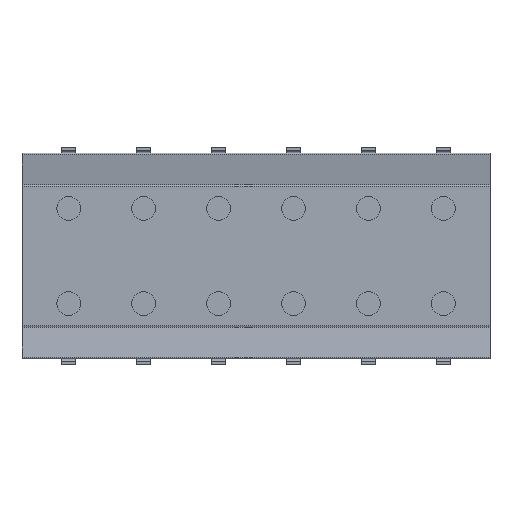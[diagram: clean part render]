
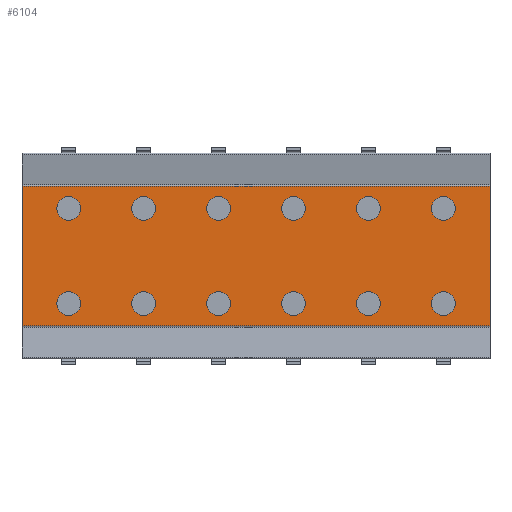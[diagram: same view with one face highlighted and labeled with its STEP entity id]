
A CAD part, front view. The second image highlights one B-rep face of the part: STEP entity #6104.
In plain terms, the highlighted planar face has unit normal (0, -1, 0).
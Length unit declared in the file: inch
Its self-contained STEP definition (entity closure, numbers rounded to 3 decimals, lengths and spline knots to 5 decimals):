
#37=DIRECTION('',(0.,0.,-1.));
#38=VECTOR('',#37,0.293);
#39=CARTESIAN_POINT('',(-0.492,-0.058,0.1465));
#40=LINE('',#39,#38);
#238=DIRECTION('',(0.,0.,-1.));
#239=VECTOR('',#238,0.293);
#240=CARTESIAN_POINT('',(0.492,-0.058,0.1465));
#241=LINE('',#240,#239);
#1794=DIRECTION('',(1.,0.,0.));
#1795=VECTOR('',#1794,0.984);
#1796=CARTESIAN_POINT('',(-0.492,-0.058,0.1465));
#1797=LINE('',#1796,#1795);
#1801=DIRECTION('',(1.,0.,0.));
#1802=VECTOR('',#1801,0.984);
#1803=CARTESIAN_POINT('',(-0.492,-0.058,-0.1465));
#1804=LINE('',#1803,#1802);
#1808=CARTESIAN_POINT('',(0.3938,-0.058,-0.1));
#1809=DIRECTION('',(0.,1.,0.));
#1810=DIRECTION('',(-1.,0.,0.));
#1811=AXIS2_PLACEMENT_3D('',#1808,#1809,#1810);
#1816=CARTESIAN_POINT('',(0.3938,-0.058,-0.1));
#1817=DIRECTION('',(0.,1.,0.));
#1818=DIRECTION('',(1.,0.,0.));
#1819=AXIS2_PLACEMENT_3D('',#1816,#1817,#1818);
#1824=CARTESIAN_POINT('',(0.2363,-0.058,-0.1));
#1825=DIRECTION('',(0.,1.,0.));
#1826=DIRECTION('',(-1.,0.,0.));
#1827=AXIS2_PLACEMENT_3D('',#1824,#1825,#1826);
#1832=CARTESIAN_POINT('',(0.2363,-0.058,-0.1));
#1833=DIRECTION('',(0.,1.,0.));
#1834=DIRECTION('',(1.,0.,0.));
#1835=AXIS2_PLACEMENT_3D('',#1832,#1833,#1834);
#1840=CARTESIAN_POINT('',(0.0788,-0.058,-0.1));
#1841=DIRECTION('',(0.,1.,0.));
#1842=DIRECTION('',(-1.,0.,0.));
#1843=AXIS2_PLACEMENT_3D('',#1840,#1841,#1842);
#1848=CARTESIAN_POINT('',(0.0788,-0.058,-0.1));
#1849=DIRECTION('',(0.,1.,0.));
#1850=DIRECTION('',(1.,0.,0.));
#1851=AXIS2_PLACEMENT_3D('',#1848,#1849,#1850);
#1856=CARTESIAN_POINT('',(-0.0787,-0.058,-0.1));
#1857=DIRECTION('',(0.,1.,0.));
#1858=DIRECTION('',(-1.,0.,0.));
#1859=AXIS2_PLACEMENT_3D('',#1856,#1857,#1858);
#1864=CARTESIAN_POINT('',(-0.0787,-0.058,-0.1));
#1865=DIRECTION('',(0.,1.,0.));
#1866=DIRECTION('',(1.,0.,0.));
#1867=AXIS2_PLACEMENT_3D('',#1864,#1865,#1866);
#1872=CARTESIAN_POINT('',(-0.2362,-0.058,-0.1));
#1873=DIRECTION('',(0.,1.,0.));
#1874=DIRECTION('',(-1.,0.,0.));
#1875=AXIS2_PLACEMENT_3D('',#1872,#1873,#1874);
#1880=CARTESIAN_POINT('',(-0.2362,-0.058,-0.1));
#1881=DIRECTION('',(0.,1.,0.));
#1882=DIRECTION('',(1.,0.,0.));
#1883=AXIS2_PLACEMENT_3D('',#1880,#1881,#1882);
#1888=CARTESIAN_POINT('',(-0.3937,-0.058,-0.1));
#1889=DIRECTION('',(0.,1.,0.));
#1890=DIRECTION('',(-1.,0.,0.));
#1891=AXIS2_PLACEMENT_3D('',#1888,#1889,#1890);
#1896=CARTESIAN_POINT('',(-0.3937,-0.058,-0.1));
#1897=DIRECTION('',(0.,1.,0.));
#1898=DIRECTION('',(1.,0.,0.));
#1899=AXIS2_PLACEMENT_3D('',#1896,#1897,#1898);
#1904=CARTESIAN_POINT('',(0.3938,-0.058,0.1));
#1905=DIRECTION('',(0.,1.,0.));
#1906=DIRECTION('',(-1.,0.,0.));
#1907=AXIS2_PLACEMENT_3D('',#1904,#1905,#1906);
#1912=CARTESIAN_POINT('',(0.3938,-0.058,0.1));
#1913=DIRECTION('',(0.,1.,0.));
#1914=DIRECTION('',(1.,0.,0.));
#1915=AXIS2_PLACEMENT_3D('',#1912,#1913,#1914);
#1920=CARTESIAN_POINT('',(0.2363,-0.058,0.1));
#1921=DIRECTION('',(0.,1.,0.));
#1922=DIRECTION('',(-1.,0.,0.));
#1923=AXIS2_PLACEMENT_3D('',#1920,#1921,#1922);
#1928=CARTESIAN_POINT('',(0.2363,-0.058,0.1));
#1929=DIRECTION('',(0.,1.,0.));
#1930=DIRECTION('',(1.,0.,0.));
#1931=AXIS2_PLACEMENT_3D('',#1928,#1929,#1930);
#1936=CARTESIAN_POINT('',(0.0788,-0.058,0.1));
#1937=DIRECTION('',(0.,1.,0.));
#1938=DIRECTION('',(-1.,0.,0.));
#1939=AXIS2_PLACEMENT_3D('',#1936,#1937,#1938);
#1944=CARTESIAN_POINT('',(0.0788,-0.058,0.1));
#1945=DIRECTION('',(0.,1.,0.));
#1946=DIRECTION('',(1.,0.,0.));
#1947=AXIS2_PLACEMENT_3D('',#1944,#1945,#1946);
#1952=CARTESIAN_POINT('',(-0.0787,-0.058,0.1));
#1953=DIRECTION('',(0.,1.,0.));
#1954=DIRECTION('',(-1.,0.,0.));
#1955=AXIS2_PLACEMENT_3D('',#1952,#1953,#1954);
#1960=CARTESIAN_POINT('',(-0.0787,-0.058,0.1));
#1961=DIRECTION('',(0.,1.,0.));
#1962=DIRECTION('',(1.,0.,0.));
#1963=AXIS2_PLACEMENT_3D('',#1960,#1961,#1962);
#1968=CARTESIAN_POINT('',(-0.2362,-0.058,0.1));
#1969=DIRECTION('',(0.,1.,0.));
#1970=DIRECTION('',(-1.,0.,0.));
#1971=AXIS2_PLACEMENT_3D('',#1968,#1969,#1970);
#1976=CARTESIAN_POINT('',(-0.2362,-0.058,0.1));
#1977=DIRECTION('',(0.,1.,0.));
#1978=DIRECTION('',(1.,0.,0.));
#1979=AXIS2_PLACEMENT_3D('',#1976,#1977,#1978);
#1984=CARTESIAN_POINT('',(-0.3937,-0.058,0.1));
#1985=DIRECTION('',(0.,1.,0.));
#1986=DIRECTION('',(-1.,0.,0.));
#1987=AXIS2_PLACEMENT_3D('',#1984,#1985,#1986);
#1992=CARTESIAN_POINT('',(-0.3937,-0.058,0.1));
#1993=DIRECTION('',(0.,1.,0.));
#1994=DIRECTION('',(1.,0.,0.));
#1995=AXIS2_PLACEMENT_3D('',#1992,#1993,#1994);
#4211=CARTESIAN_POINT('',(-0.492,-0.058,0.1465));
#4213=VERTEX_POINT('',#4211);
#4217=CARTESIAN_POINT('',(0.492,-0.058,0.1465));
#4219=VERTEX_POINT('',#4217);
#4223=CARTESIAN_POINT('',(-0.492,-0.058,-0.1465));
#4224=VERTEX_POINT('',#4223);
#4225=CARTESIAN_POINT('',(0.492,-0.058,-0.1465));
#4226=VERTEX_POINT('',#4225);
#4227=CARTESIAN_POINT('',(0.3688,-0.058,-0.1));
#4228=CARTESIAN_POINT('',(0.4188,-0.058,-0.1));
#4229=VERTEX_POINT('',#4227);
#4230=VERTEX_POINT('',#4228);
#4231=CARTESIAN_POINT('',(0.2113,-0.058,-0.1));
#4232=CARTESIAN_POINT('',(0.2613,-0.058,-0.1));
#4233=VERTEX_POINT('',#4231);
#4234=VERTEX_POINT('',#4232);
#4235=CARTESIAN_POINT('',(0.0538,-0.058,-0.1));
#4236=CARTESIAN_POINT('',(0.1038,-0.058,-0.1));
#4237=VERTEX_POINT('',#4235);
#4238=VERTEX_POINT('',#4236);
#4239=CARTESIAN_POINT('',(-0.1037,-0.058,-0.1));
#4240=CARTESIAN_POINT('',(-0.0537,-0.058,-0.1));
#4241=VERTEX_POINT('',#4239);
#4242=VERTEX_POINT('',#4240);
#4243=CARTESIAN_POINT('',(-0.2612,-0.058,-0.1));
#4244=CARTESIAN_POINT('',(-0.2112,-0.058,-0.1));
#4245=VERTEX_POINT('',#4243);
#4246=VERTEX_POINT('',#4244);
#4247=CARTESIAN_POINT('',(-0.4187,-0.058,-0.1));
#4248=CARTESIAN_POINT('',(-0.3687,-0.058,-0.1));
#4249=VERTEX_POINT('',#4247);
#4250=VERTEX_POINT('',#4248);
#4251=CARTESIAN_POINT('',(0.3688,-0.058,0.1));
#4252=CARTESIAN_POINT('',(0.4188,-0.058,0.1));
#4253=VERTEX_POINT('',#4251);
#4254=VERTEX_POINT('',#4252);
#4255=CARTESIAN_POINT('',(0.2113,-0.058,0.1));
#4256=CARTESIAN_POINT('',(0.2613,-0.058,0.1));
#4257=VERTEX_POINT('',#4255);
#4258=VERTEX_POINT('',#4256);
#4259=CARTESIAN_POINT('',(0.0538,-0.058,0.1));
#4260=CARTESIAN_POINT('',(0.1038,-0.058,0.1));
#4261=VERTEX_POINT('',#4259);
#4262=VERTEX_POINT('',#4260);
#4263=CARTESIAN_POINT('',(-0.1037,-0.058,0.1));
#4264=CARTESIAN_POINT('',(-0.0537,-0.058,0.1));
#4265=VERTEX_POINT('',#4263);
#4266=VERTEX_POINT('',#4264);
#4267=CARTESIAN_POINT('',(-0.2612,-0.058,0.1));
#4268=CARTESIAN_POINT('',(-0.2112,-0.058,0.1));
#4269=VERTEX_POINT('',#4267);
#4270=VERTEX_POINT('',#4268);
#4271=CARTESIAN_POINT('',(-0.4187,-0.058,0.1));
#4272=CARTESIAN_POINT('',(-0.3687,-0.058,0.1));
#4273=VERTEX_POINT('',#4271);
#4274=VERTEX_POINT('',#4272);
#6020=CARTESIAN_POINT('',(-0.492,-0.058,0.2165));
#6021=DIRECTION('',(0.,-1.,0.));
#6022=DIRECTION('',(0.,0.,-1.));
#6023=AXIS2_PLACEMENT_3D('',#6020,#6021,#6022);
#6024=PLANE('',#6023);
#6026=ORIENTED_EDGE('',*,*,#6025,.T.);
#6027=ORIENTED_EDGE('',*,*,#4982,.T.);
#6028=ORIENTED_EDGE('',*,*,#6013,.F.);
#6029=ORIENTED_EDGE('',*,*,#4904,.F.);
#6030=EDGE_LOOP('',(#6026,#6027,#6028,#6029));
#6031=FACE_OUTER_BOUND('',#6030,.F.);
#6033=ORIENTED_EDGE('',*,*,#6032,.F.);
#6035=ORIENTED_EDGE('',*,*,#6034,.F.);
#6036=EDGE_LOOP('',(#6033,#6035));
#6037=FACE_BOUND('',#6036,.F.);
#6039=ORIENTED_EDGE('',*,*,#6038,.F.);
#6041=ORIENTED_EDGE('',*,*,#6040,.F.);
#6042=EDGE_LOOP('',(#6039,#6041));
#6043=FACE_BOUND('',#6042,.F.);
#6045=ORIENTED_EDGE('',*,*,#6044,.F.);
#6047=ORIENTED_EDGE('',*,*,#6046,.F.);
#6048=EDGE_LOOP('',(#6045,#6047));
#6049=FACE_BOUND('',#6048,.F.);
#6051=ORIENTED_EDGE('',*,*,#6050,.F.);
#6053=ORIENTED_EDGE('',*,*,#6052,.F.);
#6054=EDGE_LOOP('',(#6051,#6053));
#6055=FACE_BOUND('',#6054,.F.);
#6057=ORIENTED_EDGE('',*,*,#6056,.F.);
#6059=ORIENTED_EDGE('',*,*,#6058,.F.);
#6060=EDGE_LOOP('',(#6057,#6059));
#6061=FACE_BOUND('',#6060,.F.);
#6063=ORIENTED_EDGE('',*,*,#6062,.F.);
#6065=ORIENTED_EDGE('',*,*,#6064,.F.);
#6066=EDGE_LOOP('',(#6063,#6065));
#6067=FACE_BOUND('',#6066,.F.);
#6069=ORIENTED_EDGE('',*,*,#6068,.F.);
#6071=ORIENTED_EDGE('',*,*,#6070,.F.);
#6072=EDGE_LOOP('',(#6069,#6071));
#6073=FACE_BOUND('',#6072,.F.);
#6075=ORIENTED_EDGE('',*,*,#6074,.F.);
#6077=ORIENTED_EDGE('',*,*,#6076,.F.);
#6078=EDGE_LOOP('',(#6075,#6077));
#6079=FACE_BOUND('',#6078,.F.);
#6081=ORIENTED_EDGE('',*,*,#6080,.F.);
#6083=ORIENTED_EDGE('',*,*,#6082,.F.);
#6084=EDGE_LOOP('',(#6081,#6083));
#6085=FACE_BOUND('',#6084,.F.);
#6087=ORIENTED_EDGE('',*,*,#6086,.F.);
#6089=ORIENTED_EDGE('',*,*,#6088,.F.);
#6090=EDGE_LOOP('',(#6087,#6089));
#6091=FACE_BOUND('',#6090,.F.);
#6093=ORIENTED_EDGE('',*,*,#6092,.F.);
#6095=ORIENTED_EDGE('',*,*,#6094,.F.);
#6096=EDGE_LOOP('',(#6093,#6095));
#6097=FACE_BOUND('',#6096,.F.);
#6099=ORIENTED_EDGE('',*,*,#6098,.F.);
#6101=ORIENTED_EDGE('',*,*,#6100,.F.);
#6102=EDGE_LOOP('',(#6099,#6101));
#6103=FACE_BOUND('',#6102,.F.);
#1812=CIRCLE('',#1811,0.025);
#1820=CIRCLE('',#1819,0.025);
#1828=CIRCLE('',#1827,0.025);
#1836=CIRCLE('',#1835,0.025);
#1844=CIRCLE('',#1843,0.025);
#1852=CIRCLE('',#1851,0.025);
#1860=CIRCLE('',#1859,0.025);
#1868=CIRCLE('',#1867,0.025);
#1876=CIRCLE('',#1875,0.025);
#1884=CIRCLE('',#1883,0.025);
#1892=CIRCLE('',#1891,0.025);
#1900=CIRCLE('',#1899,0.025);
#1908=CIRCLE('',#1907,0.025);
#1916=CIRCLE('',#1915,0.025);
#1924=CIRCLE('',#1923,0.025);
#1932=CIRCLE('',#1931,0.025);
#1940=CIRCLE('',#1939,0.025);
#1948=CIRCLE('',#1947,0.025);
#1956=CIRCLE('',#1955,0.025);
#1964=CIRCLE('',#1963,0.025);
#1972=CIRCLE('',#1971,0.025);
#1980=CIRCLE('',#1979,0.025);
#1988=CIRCLE('',#1987,0.025);
#1996=CIRCLE('',#1995,0.025);
#4904=EDGE_CURVE('',#4213,#4224,#40,.T.);
#4982=EDGE_CURVE('',#4219,#4226,#241,.T.);
#6013=EDGE_CURVE('',#4224,#4226,#1804,.T.);
#6025=EDGE_CURVE('',#4213,#4219,#1797,.T.);
#6032=EDGE_CURVE('',#4229,#4230,#1812,.T.);
#6034=EDGE_CURVE('',#4230,#4229,#1820,.T.);
#6038=EDGE_CURVE('',#4233,#4234,#1828,.T.);
#6040=EDGE_CURVE('',#4234,#4233,#1836,.T.);
#6044=EDGE_CURVE('',#4237,#4238,#1844,.T.);
#6046=EDGE_CURVE('',#4238,#4237,#1852,.T.);
#6050=EDGE_CURVE('',#4241,#4242,#1860,.T.);
#6052=EDGE_CURVE('',#4242,#4241,#1868,.T.);
#6056=EDGE_CURVE('',#4245,#4246,#1876,.T.);
#6058=EDGE_CURVE('',#4246,#4245,#1884,.T.);
#6062=EDGE_CURVE('',#4249,#4250,#1892,.T.);
#6064=EDGE_CURVE('',#4250,#4249,#1900,.T.);
#6068=EDGE_CURVE('',#4253,#4254,#1908,.T.);
#6070=EDGE_CURVE('',#4254,#4253,#1916,.T.);
#6074=EDGE_CURVE('',#4257,#4258,#1924,.T.);
#6076=EDGE_CURVE('',#4258,#4257,#1932,.T.);
#6080=EDGE_CURVE('',#4261,#4262,#1940,.T.);
#6082=EDGE_CURVE('',#4262,#4261,#1948,.T.);
#6086=EDGE_CURVE('',#4265,#4266,#1956,.T.);
#6088=EDGE_CURVE('',#4266,#4265,#1964,.T.);
#6092=EDGE_CURVE('',#4269,#4270,#1972,.T.);
#6094=EDGE_CURVE('',#4270,#4269,#1980,.T.);
#6098=EDGE_CURVE('',#4273,#4274,#1988,.T.);
#6100=EDGE_CURVE('',#4274,#4273,#1996,.T.);
#6104=ADVANCED_FACE('',(#6031,#6037,#6043,#6049,#6055,#6061,#6067,#6073,#6079,
#6085,#6091,#6097,#6103),#6024,.T.);
